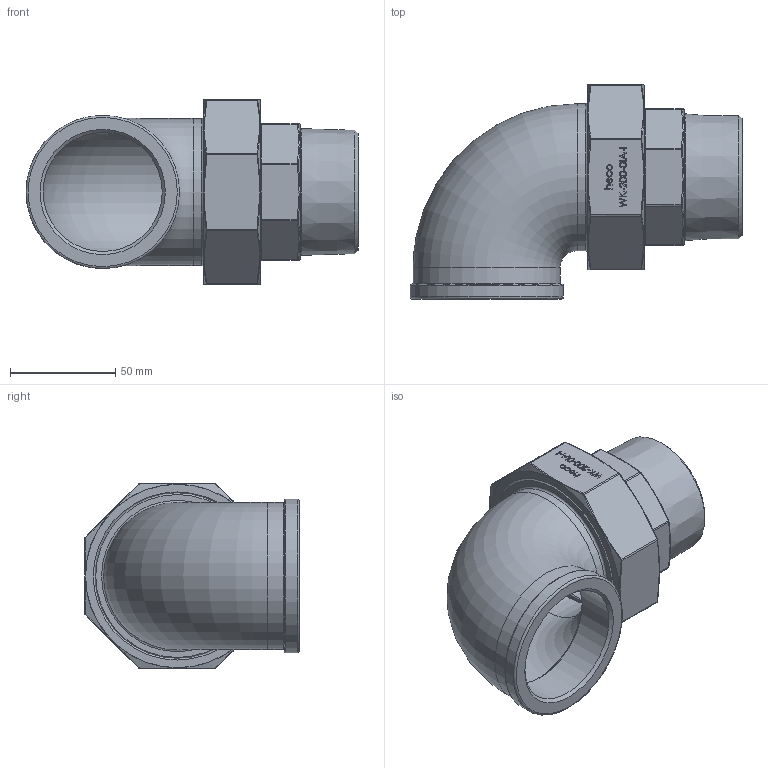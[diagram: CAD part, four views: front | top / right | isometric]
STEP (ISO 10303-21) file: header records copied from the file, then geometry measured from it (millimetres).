
FILE_DESCRIPTION (( 'STEP AP214' ), '1' );
FILE_NAME ('WK-200-0IA-I Winkelverschraubung konisch 2202.STEP', '2022-02-18T11:35:23', ( '' ), ( '' ), 'SwSTEP 2.0', 'SolidWorks 2019', '' );
FILE_SCHEMA (( 'AUTOMOTIVE_DESIGN' ));
Length unit declared in the file: millimetre
Products named in the file (1): WK-200-0IA-I Winkelverschraubung konisch 2202
Bounding box: 158 x 102 x 88 mm (x, y, z)
Volume: 233548 mm3; surface area: 92074.4 mm2
Topology: 3 solids, 3 shells, 332 faces, 798 edges, 502 vertices
Faces by surface type: plane 127, bspline 118, cylinder 37, torus 36, cone 14
Full cylindrical faces by diameter (mm): 50 x1, 54 x1, 56.65 x1, 61 x2, 70 x2, 72 x1, 73 x2, 77.5 x1, 77.84 x1, 80 x1
Entity records: 18720 total; most frequent: CARTESIAN_POINT 8399, ORIENTED_EDGE 1446, DIRECTION 1068, EDGE_CURVE 723, VERTEX_POINT 482, EDGE_LOOP 423, FACE_OUTER_BOUND 373, AXIS2_PLACEMENT_3D 365
